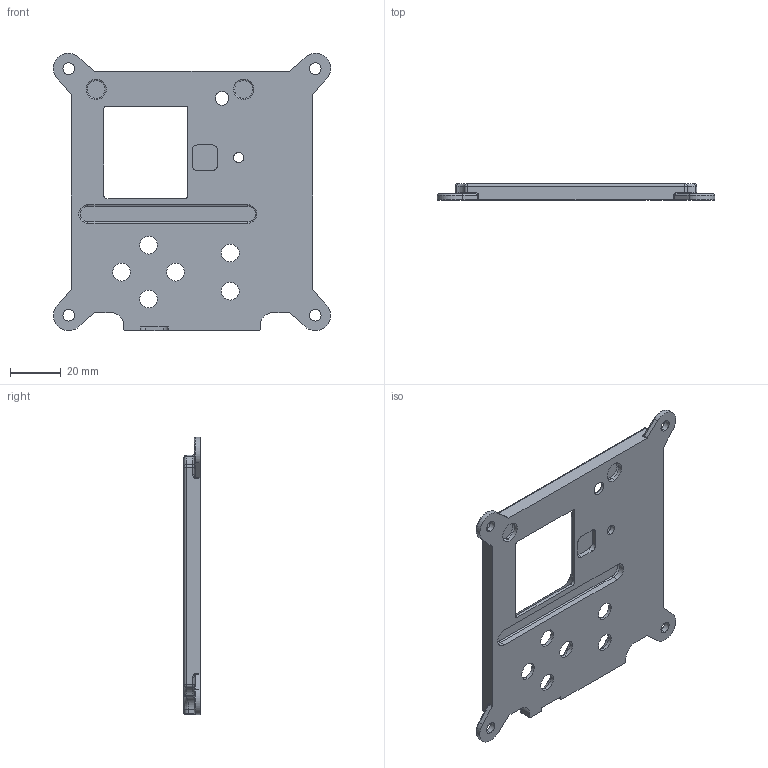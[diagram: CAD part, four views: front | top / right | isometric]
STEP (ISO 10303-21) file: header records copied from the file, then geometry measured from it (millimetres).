
FILE_DESCRIPTION (( 'STEP AP214' ), '1' );
FILE_NAME ('Astro_Pi_2.0_Enclosure_3D_PRINT_SECTION_4 V1b.STEP', '2016-09-01T14:15:58', ( 'Jonathan Wells' ), ( 'Hewlett-Packard Company' ), 'SwSTEP 2.0', 'SolidWorks 2015', '' );
FILE_SCHEMA (( 'AUTOMOTIVE_DESIGN' ));
Length unit declared in the file: millimetre
Products named in the file (1): Astro_Pi_2.0_Enclosure_3D_PRINT_SECTION_4 V1b
Bounding box: 108.98 x 6.3 x 108.99 mm (x, y, z)
Volume: 40336.9 mm3; surface area: 21292.9 mm2
Topology: 1 solids, 1 shells, 267 faces, 674 edges, 407 vertices
Faces by surface type: cylinder 107, plane 51, torus 50, bspline 41, cone 10, sphere 8
Entity records: 10981 total; most frequent: CARTESIAN_POINT 4647, DIRECTION 1352, ORIENTED_EDGE 1332, EDGE_CURVE 666, AXIS2_PLACEMENT_3D 557, VERTEX_POINT 407, CIRCLE 330, EDGE_LOOP 299
